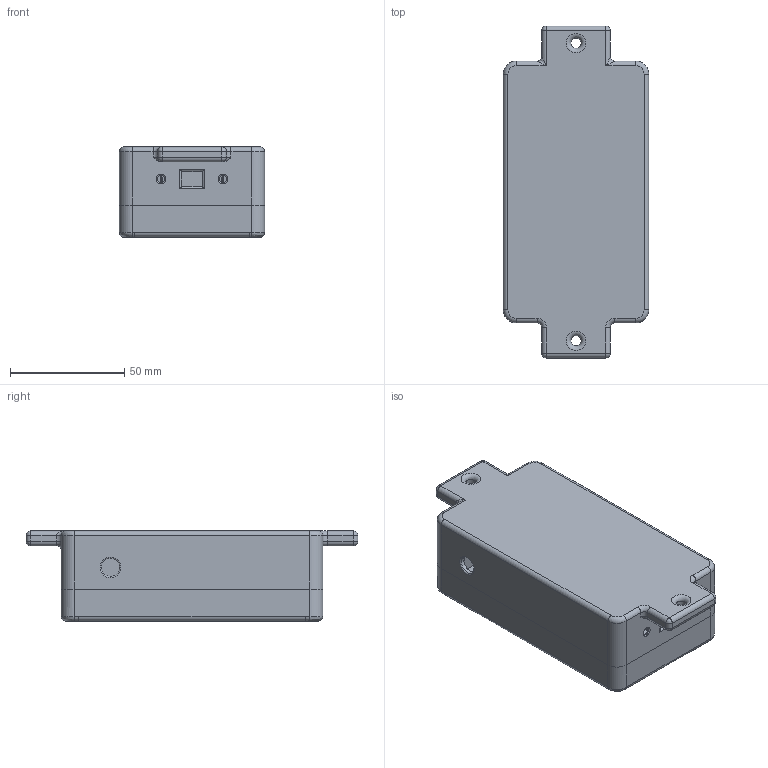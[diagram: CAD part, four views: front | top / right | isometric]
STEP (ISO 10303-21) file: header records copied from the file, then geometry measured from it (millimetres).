
FILE_DESCRIPTION(/* description */ (''),/* implementation_level */ '2;1');
FILE_NAME(/* name */ 'box auto blender v6.step',/* time_stamp */ '2023-08-13T19:53:33-04:00',/* author */ (''),/* organization */ (''),/* preprocessor_version */ 'ST-DEVELOPER v20',/* originating_system */ 'Autodesk Translation Framework v12.9.0.99',/* authorisation */ '');
FILE_SCHEMA (('AUTOMOTIVE_DESIGN { 1 0 10303 214 3 1 1 }'));
Length unit declared in the file: millimetre
Products named in the file (2): box auto blender; 1037N32_Machine-Mount Corrosion-Resistant Washdown Enclosure
Assembly tree (1 placements, depth 2):
  box auto blender
    1037N32_Machine-Mount Corrosion-Resistant Washdown Enclosure
Bounding box: 63.5 x 145.01 x 39.37 mm (x, y, z)
Volume: 86733.2 mm3; surface area: 56926.4 mm2
Topology: 2 solids, 2 shells, 510 faces, 1213 edges, 737 vertices
Faces by surface type: cylinder 192, plane 170, torus 74, bspline 52, sphere 22
Full cylindrical faces by diameter (mm): 1.75 x4, 2 x2, 3 x2, 3.25 x2, 3.75 x4, 4 x10, 4.5 x2, 5 x4, 6 x3, 7 x1, 7.696 x4, 8 x1
Entity records: 15757 total; most frequent: CARTESIAN_POINT 3872, DIRECTION 2526, ORIENTED_EDGE 2422, EDGE_CURVE 1211, AXIS2_PLACEMENT_3D 956, VERTEX_POINT 737, LINE 614, VECTOR 614
